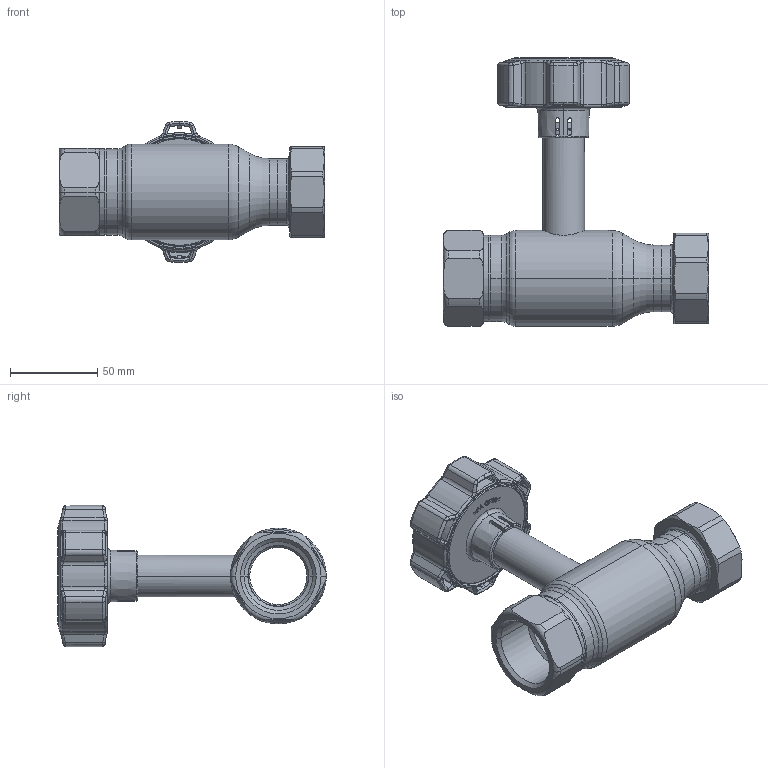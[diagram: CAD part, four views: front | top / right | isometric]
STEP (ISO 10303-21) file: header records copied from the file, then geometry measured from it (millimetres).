
FILE_DESCRIPTION (( 'STEP AP214' ), '1' );
FILE_NAME ('2032002201-0200.step', '2023-12-18T10:04:42', ( '' ), ( '' ), 'SwSTEP 2.0', 'SolidWorks 2021', '' );
FILE_SCHEMA (( 'AUTOMOTIVE_DESIGN' ));
Length unit declared in the file: millimetre
Products named in the file (1): 2032002201-0200
Bounding box: 152.2 x 154.1 x 81 mm (x, y, z)
Surface area: 68069.4 mm2 (no closed solid volume)
Topology: 0 solids, 24 shells, 596 faces, 1748 edges, 1150 vertices
Faces by surface type: bspline 174, cylinder 159, plane 119, cone 82, torus 62
Entity records: 36686 total; most frequent: CARTESIAN_POINT 16201, ORIENTED_EDGE 3036, DIRECTION 2416, EDGE_CURVE 1748, VERTEX_POINT 1150, AXIS2_PLACEMENT_3D 951, B_SPLINE_CURVE_WITH_KNOTS 658, EDGE_LOOP 630
